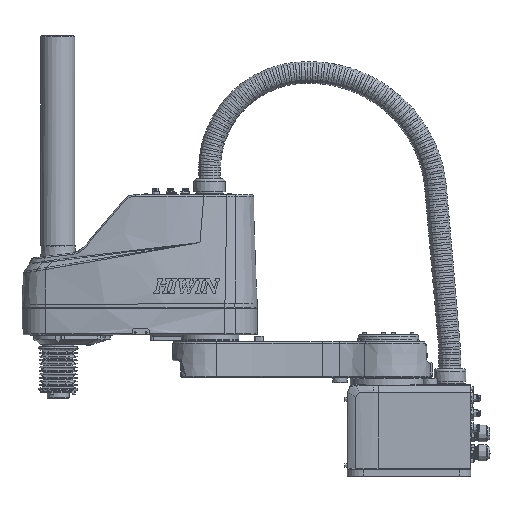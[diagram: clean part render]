
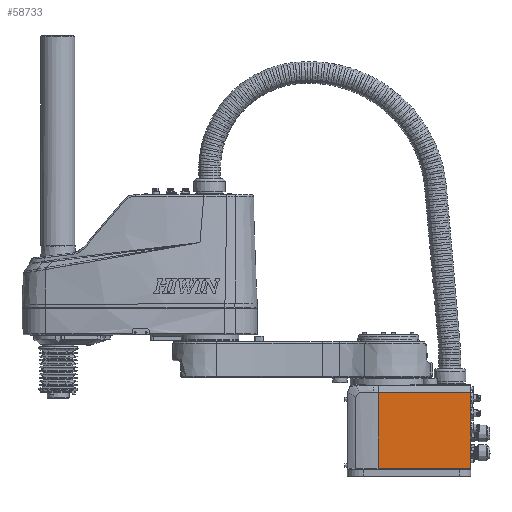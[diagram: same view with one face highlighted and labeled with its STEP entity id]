
A CAD part, left-side view. The second image highlights one B-rep face of the part: STEP entity #58733.
In plain terms, the highlighted planar face has unit normal (-1, 0, 0).
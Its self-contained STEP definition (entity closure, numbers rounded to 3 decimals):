
#3138=FACE_OUTER_BOUND('',#6725,.T.);
#6725=EDGE_LOOP('',(#37184,#37185,#37186,#37187));
#15596=LINE('',#87492,#19073);
#15659=LINE('',#88964,#19136);
#15660=LINE('',#89129,#19137);
#15661=LINE('',#89131,#19138);
#19073=VECTOR('',#69824,10.);
#19136=VECTOR('',#70067,136.803);
#19137=VECTOR('',#70076,168.812);
#19138=VECTOR('',#70079,168.812);
#22557=VERTEX_POINT('',#87489);
#22558=VERTEX_POINT('',#87491);
#22660=VERTEX_POINT('',#88960);
#22662=VERTEX_POINT('',#88963);
#28288=EDGE_CURVE('',#22558,#22557,#15596,.T.);
#28438=EDGE_CURVE('',#22660,#22662,#15659,.T.);
#28444=EDGE_CURVE('',#22558,#22660,#15660,.T.);
#28445=EDGE_CURVE('',#22662,#22557,#15661,.T.);
#37184=ORIENTED_EDGE('',*,*,#28444,.F.);
#37185=ORIENTED_EDGE('',*,*,#28288,.T.);
#37186=ORIENTED_EDGE('',*,*,#28445,.F.);
#37187=ORIENTED_EDGE('',*,*,#28438,.F.);
#54212=PLANE('',#62832);
#58733=ADVANCED_FACE('',(#3138),#54212,.T.);
#62832=AXIS2_PLACEMENT_3D('',#89130,#70077,#70078);
#69824=DIRECTION('',(0.,1.,0.));
#70067=DIRECTION('',(0.,1.,0.));
#70076=DIRECTION('',(0.,0.,-1.));
#70077=DIRECTION('center_axis',(-1.,0.,0.));
#70078=DIRECTION('ref_axis',(0.,0.,1.));
#70079=DIRECTION('',(0.,0.,1.));
#87489=CARTESIAN_POINT('',(-65.001,139.807,220.));
#87491=CARTESIAN_POINT('',(-65.001,3.,220.));
#87492=CARTESIAN_POINT('',(-65.001,116.846,220.));
#88960=CARTESIAN_POINT('',(-65.001,3.,51.188));
#88963=CARTESIAN_POINT('',(-65.001,139.803,51.188));
#88964=CARTESIAN_POINT('',(-65.001,3.,51.188));
#89129=CARTESIAN_POINT('',(-65.001,3.,220.));
#89130=CARTESIAN_POINT('Origin',(-65.001,155.,-5.));
#89131=CARTESIAN_POINT('',(-65.001,139.803,51.188));
